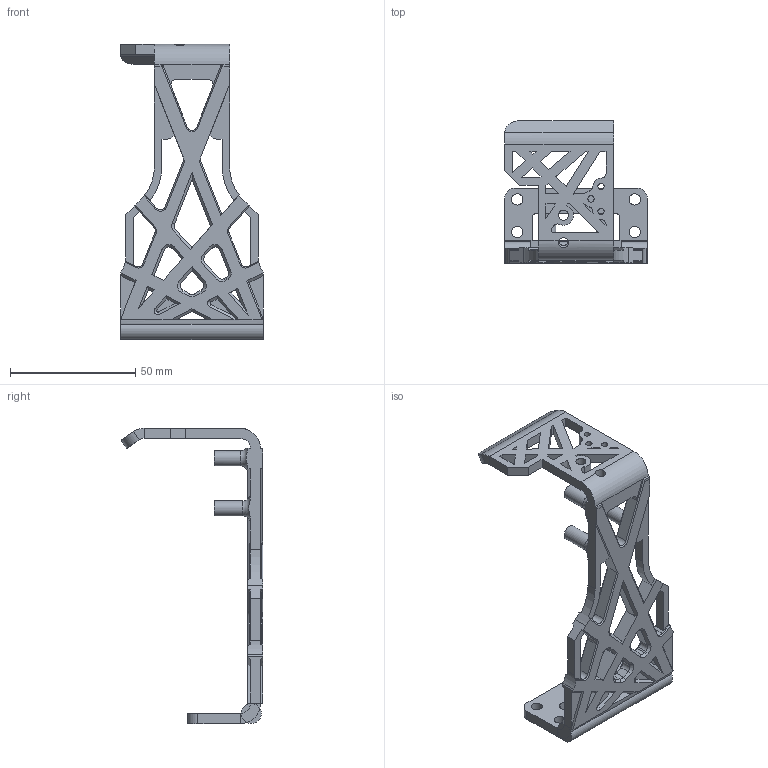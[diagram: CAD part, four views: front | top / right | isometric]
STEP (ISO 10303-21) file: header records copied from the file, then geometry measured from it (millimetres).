
FILE_DESCRIPTION(/* description */ (''),/* implementation_level */ '2;1');
FILE_NAME(/* name */ 'Cable Chain bracket V2.stp',/* time_stamp */ '2025-08-28T00:59:33+10:00',/* author */ ('Jcw Drafting Lab 1'),/* organization */ (''),/* preprocessor_version */ 'ST-DEVELOPER v20',/* originating_system */ 'Autodesk Inventor 2025',/* authorisation */ '');
FILE_SCHEMA (('AUTOMOTIVE_DESIGN { 1 0 10303 214 3 1 1 }'));
Length unit declared in the file: millimetre
Products named in the file (1): printhead canbus board bracket
Bounding box: 57 x 56.74 x 118 mm (x, y, z)
Volume: 30060.5 mm3; surface area: 20423.8 mm2
Topology: 1 solids, 1 shells, 393 faces, 1082 edges, 678 vertices
Faces by surface type: plane 265, cylinder 78, cone 34, bspline 12, torus 4
Full cylindrical faces by diameter (mm): 2.5 x3, 3 x4, 4 x2, 4.5 x4, 6 x4
Entity records: 12922 total; most frequent: CARTESIAN_POINT 2732, ORIENTED_EDGE 2164, DIRECTION 2040, EDGE_CURVE 1082, LINE 790, VECTOR 790, VERTEX_POINT 678, AXIS2_PLACEMENT_3D 625
